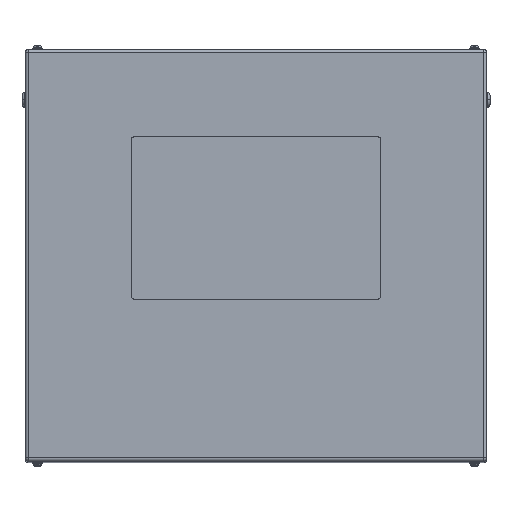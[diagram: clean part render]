
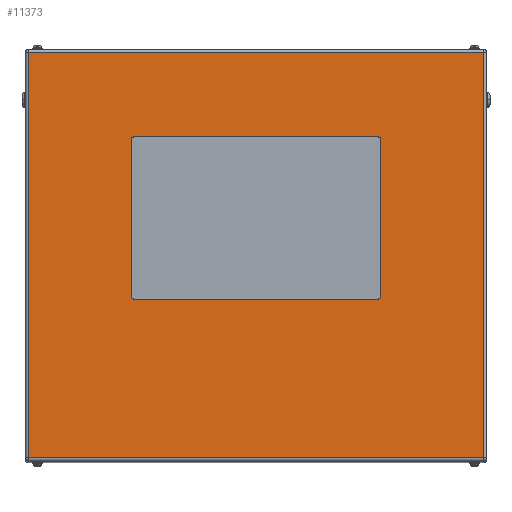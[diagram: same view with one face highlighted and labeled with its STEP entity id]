
A CAD part, top view. The second image highlights one B-rep face of the part: STEP entity #11373.
In plain terms, the highlighted planar face has unit normal (0, 0, 1).
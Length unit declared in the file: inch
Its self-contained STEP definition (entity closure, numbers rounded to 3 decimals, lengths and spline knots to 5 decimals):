
#200 = CARTESIAN_POINT ( 'NONE',  ( -18.234, 16.234, 29. ) ) ;
#313 = ORIENTED_EDGE ( 'NONE', *, *, #11747, .T. ) ;
#430 = CARTESIAN_POINT ( 'NONE',  ( 10., 9.25, 29. ) ) ;
#641 = CARTESIAN_POINT ( 'NONE',  ( -10., 9.25, 29. ) ) ;
#701 = VECTOR ( 'NONE', #2506, 39.37008 ) ;
#986 = CARTESIAN_POINT ( 'NONE',  ( -9.75, -3.25, 29. ) ) ;
#1191 = CARTESIAN_POINT ( 'NONE',  ( 9.75, 9.25, 29. ) ) ;
#1264 = CARTESIAN_POINT ( 'NONE',  ( 18.5, 16.5, 29. ) ) ;
#1413 = VERTEX_POINT ( 'NONE', #200 ) ;
#1505 = ORIENTED_EDGE ( 'NONE', *, *, #13211, .F. ) ;
#1587 = CARTESIAN_POINT ( 'NONE',  ( 18.234, 16.234, 29. ) ) ;
#1787 = VERTEX_POINT ( 'NONE', #16578 ) ;
#1937 = AXIS2_PLACEMENT_3D ( 'NONE', #986, #4057, #15370 ) ;
#2443 = CARTESIAN_POINT ( 'NONE',  ( -9.75, 9.25, 29. ) ) ;
#2487 = DIRECTION ( 'NONE',  ( -1., 0., 0. ) ) ;
#2506 = DIRECTION ( 'NONE',  ( -1., 0., 0. ) ) ;
#2549 = EDGE_CURVE ( 'NONE', #16344, #5710, #4248, .T. ) ;
#2610 = CARTESIAN_POINT ( 'NONE',  ( 18.5, 16.234, 29. ) ) ;
#2878 = VECTOR ( 'NONE', #16864, 39.37008 ) ;
#3372 = AXIS2_PLACEMENT_3D ( 'NONE', #1264, #10438, #15166 ) ;
#3678 = AXIS2_PLACEMENT_3D ( 'NONE', #16963, #13751, #18403 ) ;
#3729 = ORIENTED_EDGE ( 'NONE', *, *, #2549, .F. ) ;
#3944 = PLANE ( 'NONE',  #3372 ) ;
#4057 = DIRECTION ( 'NONE',  ( 0., 0., 1. ) ) ;
#4118 = VECTOR ( 'NONE', #11216, 39.37008 ) ;
#4248 = CIRCLE ( 'NONE', #1937, 0.25 ) ;
#4546 = EDGE_CURVE ( 'NONE', #5710, #10092, #20275, .T. ) ;
#4688 = EDGE_CURVE ( 'NONE', #17689, #6358, #7916, .T. ) ;
#5299 = AXIS2_PLACEMENT_3D ( 'NONE', #1191, #10447, #2487 ) ;
#5402 = FACE_OUTER_BOUND ( 'NONE', #15529, .T. ) ;
#5710 = VERTEX_POINT ( 'NONE', #14040 ) ;
#5741 = CARTESIAN_POINT ( 'NONE',  ( -10., 9.25, 29. ) ) ;
#5745 = LINE ( 'NONE', #18312, #2878 ) ;
#5755 = CARTESIAN_POINT ( 'NONE',  ( 9.75, 9.5, 29. ) ) ;
#6358 = VERTEX_POINT ( 'NONE', #5755 ) ;
#6962 = EDGE_CURVE ( 'NONE', #11151, #17689, #7721, .T. ) ;
#7073 = CIRCLE ( 'NONE', #12997, 0.25 ) ;
#7075 = ORIENTED_EDGE ( 'NONE', *, *, #17647, .T. ) ;
#7109 = VERTEX_POINT ( 'NONE', #641 ) ;
#7241 = EDGE_LOOP ( 'NONE', ( #8096, #3729, #10140, #1505, #15758, #9761, #9381, #14176 ) ) ;
#7540 = ORIENTED_EDGE ( 'NONE', *, *, #18772, .T. ) ;
#7721 = LINE ( 'NONE', #15455, #15417 ) ;
#7916 = CIRCLE ( 'NONE', #5299, 0.25 ) ;
#8031 = CARTESIAN_POINT ( 'NONE',  ( -18.234, 16.5, 29. ) ) ;
#8096 = ORIENTED_EDGE ( 'NONE', *, *, #4546, .F. ) ;
#8127 = CARTESIAN_POINT ( 'NONE',  ( -18.234, -16.234, 29. ) ) ;
#8176 = VERTEX_POINT ( 'NONE', #8127 ) ;
#8609 = CARTESIAN_POINT ( 'NONE',  ( 18.234, 16.5, 29. ) ) ;
#9022 = CARTESIAN_POINT ( 'NONE',  ( 9.75, -3.5, 29. ) ) ;
#9381 = ORIENTED_EDGE ( 'NONE', *, *, #6962, .F. ) ;
#9401 = LINE ( 'NONE', #17341, #9642 ) ;
#9642 = VECTOR ( 'NONE', #15688, 39.37008 ) ;
#9761 = ORIENTED_EDGE ( 'NONE', *, *, #4688, .F. ) ;
#9883 = VECTOR ( 'NONE', #12423, 39.37008 ) ;
#10088 = EDGE_CURVE ( 'NONE', #6358, #18325, #5745, .T. ) ;
#10092 = VERTEX_POINT ( 'NONE', #9022 ) ;
#10140 = ORIENTED_EDGE ( 'NONE', *, *, #17751, .F. ) ;
#10438 = DIRECTION ( 'NONE',  ( 0., 0., -1. ) ) ;
#10447 = DIRECTION ( 'NONE',  ( 0., 0., 1. ) ) ;
#11013 = LINE ( 'NONE', #8031, #4118 ) ;
#11151 = VERTEX_POINT ( 'NONE', #19109 ) ;
#11216 = DIRECTION ( 'NONE',  ( 0., -1., 0. ) ) ;
#11373 = ADVANCED_FACE ( 'NONE', ( #19517, #5402 ), #3944, .F. ) ;
#11747 = EDGE_CURVE ( 'NONE', #8176, #1787, #9401, .T. ) ;
#11928 = DIRECTION ( 'NONE',  ( 1., 0., 0. ) ) ;
#12014 = DIRECTION ( 'NONE',  ( 0., -1., 0. ) ) ;
#12423 = DIRECTION ( 'NONE',  ( 1., 0., 0. ) ) ;
#12997 = AXIS2_PLACEMENT_3D ( 'NONE', #2443, #19686, #11928 ) ;
#13047 = VERTEX_POINT ( 'NONE', #1587 ) ;
#13147 = LINE ( 'NONE', #8609, #13657 ) ;
#13211 = EDGE_CURVE ( 'NONE', #18325, #7109, #7073, .T. ) ;
#13551 = EDGE_CURVE ( 'NONE', #1787, #13047, #13147, .T. ) ;
#13657 = VECTOR ( 'NONE', #19572, 39.37008 ) ;
#13751 = DIRECTION ( 'NONE',  ( 0., 0., 1. ) ) ;
#13846 = LINE ( 'NONE', #5741, #20244 ) ;
#14040 = CARTESIAN_POINT ( 'NONE',  ( -9.75, -3.5, 29. ) ) ;
#14176 = ORIENTED_EDGE ( 'NONE', *, *, #19454, .F. ) ;
#14862 = CIRCLE ( 'NONE', #3678, 0.25 ) ;
#14960 = ORIENTED_EDGE ( 'NONE', *, *, #13551, .T. ) ;
#15166 = DIRECTION ( 'NONE',  ( -1., 0., 0. ) ) ;
#15370 = DIRECTION ( 'NONE',  ( 1., 0., 0. ) ) ;
#15417 = VECTOR ( 'NONE', #20207, 39.37008 ) ;
#15455 = CARTESIAN_POINT ( 'NONE',  ( 10., 9.25, 29. ) ) ;
#15529 = EDGE_LOOP ( 'NONE', ( #7075, #313, #14960, #7540 ) ) ;
#15688 = DIRECTION ( 'NONE',  ( 1., 0., 0. ) ) ;
#15758 = ORIENTED_EDGE ( 'NONE', *, *, #10088, .F. ) ;
#16344 = VERTEX_POINT ( 'NONE', #20259 ) ;
#16578 = CARTESIAN_POINT ( 'NONE',  ( 18.234, -16.234, 29. ) ) ;
#16749 = LINE ( 'NONE', #2610, #701 ) ;
#16864 = DIRECTION ( 'NONE',  ( -1., 0., 0. ) ) ;
#16963 = CARTESIAN_POINT ( 'NONE',  ( 9.75, -3.25, 29. ) ) ;
#17341 = CARTESIAN_POINT ( 'NONE',  ( 18.234, -16.234, 29. ) ) ;
#17647 = EDGE_CURVE ( 'NONE', #1413, #8176, #11013, .T. ) ;
#17689 = VERTEX_POINT ( 'NONE', #430 ) ;
#17751 = EDGE_CURVE ( 'NONE', #7109, #16344, #13846, .T. ) ;
#17853 = CARTESIAN_POINT ( 'NONE',  ( -9.75, 9.5, 29. ) ) ;
#18312 = CARTESIAN_POINT ( 'NONE',  ( -9.75, 9.5, 29. ) ) ;
#18325 = VERTEX_POINT ( 'NONE', #17853 ) ;
#18403 = DIRECTION ( 'NONE',  ( 1., 0., 0. ) ) ;
#18409 = CARTESIAN_POINT ( 'NONE',  ( -9.75, -3.5, 29. ) ) ;
#18772 = EDGE_CURVE ( 'NONE', #13047, #1413, #16749, .T. ) ;
#19109 = CARTESIAN_POINT ( 'NONE',  ( 10., -3.25, 29. ) ) ;
#19454 = EDGE_CURVE ( 'NONE', #10092, #11151, #14862, .T. ) ;
#19517 = FACE_BOUND ( 'NONE', #7241, .T. ) ;
#19572 = DIRECTION ( 'NONE',  ( 0., 1., 0. ) ) ;
#19686 = DIRECTION ( 'NONE',  ( 0., 0., 1. ) ) ;
#20207 = DIRECTION ( 'NONE',  ( 0., 1., 0. ) ) ;
#20244 = VECTOR ( 'NONE', #12014, 39.37008 ) ;
#20259 = CARTESIAN_POINT ( 'NONE',  ( -10., -3.25, 29. ) ) ;
#20275 = LINE ( 'NONE', #18409, #9883 ) ;
